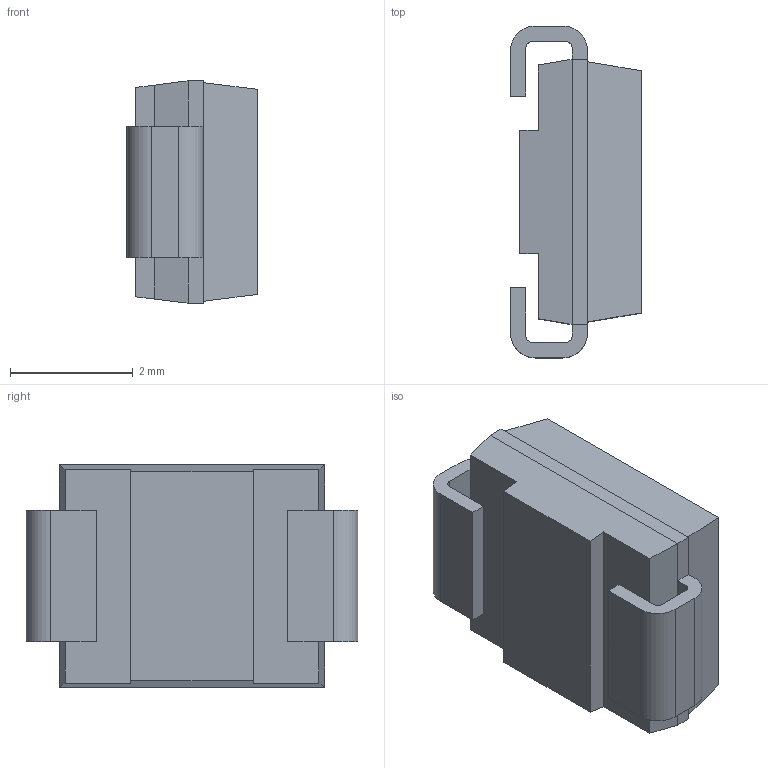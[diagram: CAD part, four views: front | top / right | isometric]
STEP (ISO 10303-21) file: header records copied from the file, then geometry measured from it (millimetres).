
FILE_DESCRIPTION((''),'2;1');
FILE_NAME('TISP4XXXM3BJ','2012-08-31T',('ryans'),('Bourns, Inc.'),'PRO/ENGINEER BY PARAMETRIC TECHNOLOGY CORPORATION, 2010100','PRO/ENGINEER BY PARAMETRIC TECHNOLOGY CORPORATION, 2010100','');
FILE_SCHEMA(('CONFIG_CONTROL_DESIGN'));
Length unit declared in the file: millimetre
Products named in the file (1): TISP4XXXM3BJ
Bounding box: 2.13 x 5.4 x 3.62 mm (x, y, z)
Volume: 28.9 mm3; surface area: 78.4 mm2
Topology: 1 solids, 1 shells, 45 faces, 118 edges, 76 vertices
Faces by surface type: plane 37, cylinder 8
Entity records: 1402 total; most frequent: CARTESIAN_POINT 239, ORIENTED_EDGE 236, DIRECTION 224, EDGE_CURVE 118, VECTOR 102, LINE 102, VERTEX_POINT 76, AXIS2_PLACEMENT_3D 61
